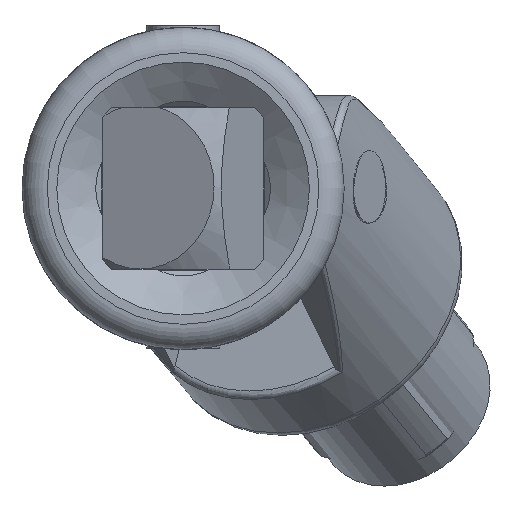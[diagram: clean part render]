
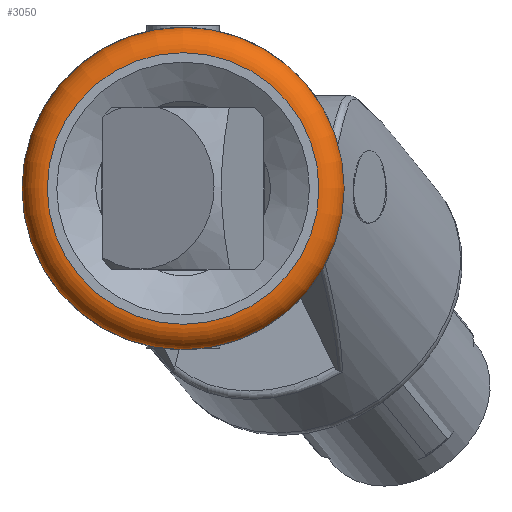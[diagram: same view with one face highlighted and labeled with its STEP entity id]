
A CAD part, front view. The second image highlights one B-rep face of the part: STEP entity #3050.
In plain terms, the highlighted toroidal (fillet/blend) face has major radius 5.461 mm and minor radius 1.016 mm.
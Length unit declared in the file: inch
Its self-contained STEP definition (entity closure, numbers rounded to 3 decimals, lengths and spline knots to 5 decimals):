
#142=TOROIDAL_SURFACE('',#3328,0.215,0.04);
#238=CIRCLE('',#3304,0.215);
#239=CIRCLE('',#3305,0.215);
#242=CIRCLE('',#3309,0.255);
#243=CIRCLE('',#3310,0.255);
#252=CIRCLE('',#3329,0.04);
#342=FACE_OUTER_BOUND('',#523,.T.);
#523=EDGE_LOOP('',(#2159,#2160,#2161,#2162,#2163,#2164));
#1268=VERTEX_POINT('',#4508);
#1269=VERTEX_POINT('',#4509);
#1272=VERTEX_POINT('',#4517);
#1273=VERTEX_POINT('',#4518);
#1598=EDGE_CURVE('',#1268,#1269,#238,.F.);
#1599=EDGE_CURVE('',#1269,#1268,#239,.F.);
#1602=EDGE_CURVE('',#1272,#1273,#242,.T.);
#1603=EDGE_CURVE('',#1273,#1272,#243,.T.);
#1671=EDGE_CURVE('',#1273,#1269,#252,.T.);
#2159=ORIENTED_EDGE('',*,*,#1602,.F.);
#2160=ORIENTED_EDGE('',*,*,#1603,.F.);
#2161=ORIENTED_EDGE('',*,*,#1671,.T.);
#2162=ORIENTED_EDGE('',*,*,#1598,.F.);
#2163=ORIENTED_EDGE('',*,*,#1599,.F.);
#2164=ORIENTED_EDGE('',*,*,#1671,.F.);
#3050=ADVANCED_FACE('',(#342),#142,.T.);
#3304=AXIS2_PLACEMENT_3D('',#4510,#3606,#3607);
#3305=AXIS2_PLACEMENT_3D('',#4511,#3608,#3609);
#3309=AXIS2_PLACEMENT_3D('',#4519,#3616,#3617);
#3310=AXIS2_PLACEMENT_3D('',#4520,#3618,#3619);
#3328=AXIS2_PLACEMENT_3D('',#5331,#3663,#3664);
#3329=AXIS2_PLACEMENT_3D('',#5332,#3665,#3666);
#3606=DIRECTION('center_axis',(0.,1.,0.));
#3607=DIRECTION('ref_axis',(0.,0.,1.));
#3608=DIRECTION('center_axis',(0.,1.,0.));
#3609=DIRECTION('ref_axis',(0.,0.,1.));
#3616=DIRECTION('center_axis',(0.,1.,0.));
#3617=DIRECTION('ref_axis',(0.,0.,1.));
#3618=DIRECTION('center_axis',(0.,1.,0.));
#3619=DIRECTION('ref_axis',(0.,0.,1.));
#3663=DIRECTION('center_axis',(0.,1.,0.));
#3664=DIRECTION('ref_axis',(0.,0.,1.));
#3665=DIRECTION('center_axis',(-1.,0.,0.));
#3666=DIRECTION('ref_axis',(0.,0.,-1.));
#4508=CARTESIAN_POINT('',(0.,0.,0.215));
#4509=CARTESIAN_POINT('',(0.,0.,-0.215));
#4510=CARTESIAN_POINT('Origin',(0.,0.,0.));
#4511=CARTESIAN_POINT('Origin',(0.,0.,0.));
#4517=CARTESIAN_POINT('',(0.,0.04,0.255));
#4518=CARTESIAN_POINT('',(0.,0.04,-0.255));
#4519=CARTESIAN_POINT('Origin',(0.,0.04,0.));
#4520=CARTESIAN_POINT('Origin',(0.,0.04,0.));
#5331=CARTESIAN_POINT('Origin',(0.,0.04,0.));
#5332=CARTESIAN_POINT('Origin',(0.,0.04,-0.215));
